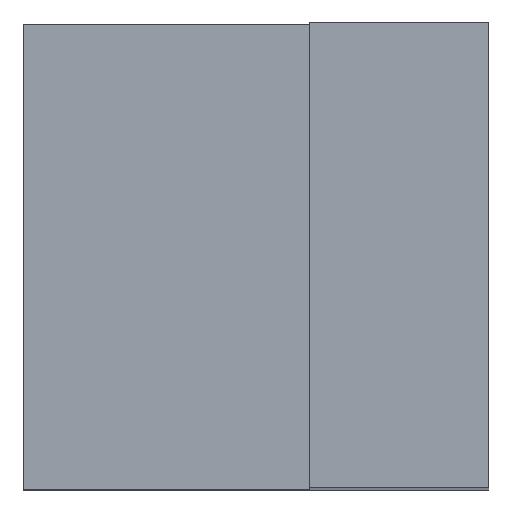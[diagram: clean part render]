
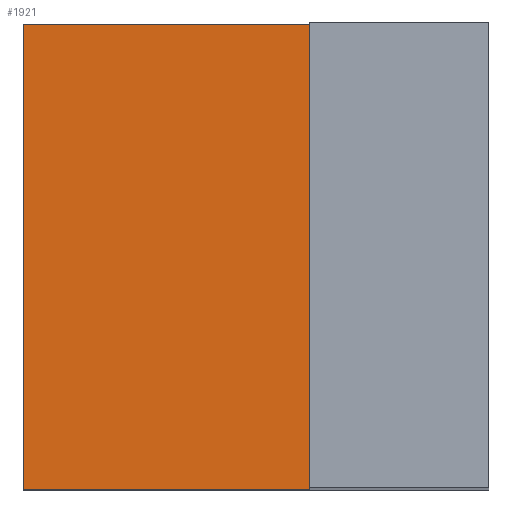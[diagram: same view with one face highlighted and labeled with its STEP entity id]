
A CAD part, top view. The second image highlights one B-rep face of the part: STEP entity #1921.
In plain terms, the highlighted planar face has unit normal (0, 0, 1).
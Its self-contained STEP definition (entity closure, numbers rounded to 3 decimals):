
#388 = EDGE_CURVE ( 'NONE', #1580, #548, #2661, .T. ) ;
#548 = VERTEX_POINT ( 'NONE', #5202 ) ;
#814 = LINE ( 'NONE', #3220, #1811 ) ;
#855 = DIRECTION ( 'NONE',  ( -1., 0., 0. ) ) ;
#931 = EDGE_CURVE ( 'NONE', #1580, #5597, #2502, .T. ) ;
#1328 = CARTESIAN_POINT ( 'NONE',  ( -6.5, -6.5, 3. ) ) ;
#1492 = EDGE_CURVE ( 'NONE', #548, #5674, #2736, .T. ) ;
#1580 = VERTEX_POINT ( 'NONE', #1862 ) ;
#1611 = CARTESIAN_POINT ( 'NONE',  ( -6.5, 6.5, 3. ) ) ;
#1785 = EDGE_LOOP ( 'NONE', ( #5571, #3246, #3402, #1969 ) ) ;
#1811 = VECTOR ( 'NONE', #6163, 1000. ) ;
#1862 = CARTESIAN_POINT ( 'NONE',  ( 1.5, 6.5, 3. ) ) ;
#1921 = ADVANCED_FACE ( 'NONE', ( #2506 ), #3554, .F. ) ;
#1969 = ORIENTED_EDGE ( 'NONE', *, *, #2223, .T. ) ;
#2077 = DIRECTION ( 'NONE',  ( -1., 0., 0. ) ) ;
#2223 = EDGE_CURVE ( 'NONE', #5674, #5597, #814, .T. ) ;
#2296 = DIRECTION ( 'NONE',  ( 0., -1., 0. ) ) ;
#2502 = LINE ( 'NONE', #4139, #2971 ) ;
#2506 = FACE_OUTER_BOUND ( 'NONE', #1785, .T. ) ;
#2661 = LINE ( 'NONE', #3779, #3207 ) ;
#2736 = LINE ( 'NONE', #1328, #5131 ) ;
#2750 = AXIS2_PLACEMENT_3D ( 'NONE', #1611, #5036, #2077 ) ;
#2795 = DIRECTION ( 'NONE',  ( 0., -1., 0. ) ) ;
#2971 = VECTOR ( 'NONE', #2795, 1000. ) ;
#2995 = CARTESIAN_POINT ( 'NONE',  ( -6.5, -6.5, 3. ) ) ;
#3207 = VECTOR ( 'NONE', #855, 1000. ) ;
#3220 = CARTESIAN_POINT ( 'NONE',  ( -6.5, -6.5, 3. ) ) ;
#3246 = ORIENTED_EDGE ( 'NONE', *, *, #388, .T. ) ;
#3402 = ORIENTED_EDGE ( 'NONE', *, *, #1492, .T. ) ;
#3554 = PLANE ( 'NONE',  #2750 ) ;
#3779 = CARTESIAN_POINT ( 'NONE',  ( -6.5, 6.5, 3. ) ) ;
#4139 = CARTESIAN_POINT ( 'NONE',  ( 1.5, 6.5, 3. ) ) ;
#5036 = DIRECTION ( 'NONE',  ( 0., 0., -1. ) ) ;
#5131 = VECTOR ( 'NONE', #2296, 1000. ) ;
#5202 = CARTESIAN_POINT ( 'NONE',  ( -6.5, 6.5, 3. ) ) ;
#5571 = ORIENTED_EDGE ( 'NONE', *, *, #931, .F. ) ;
#5597 = VERTEX_POINT ( 'NONE', #6325 ) ;
#5674 = VERTEX_POINT ( 'NONE', #2995 ) ;
#6163 = DIRECTION ( 'NONE',  ( 1., 0., 0. ) ) ;
#6325 = CARTESIAN_POINT ( 'NONE',  ( 1.5, -6.5, 3. ) ) ;
